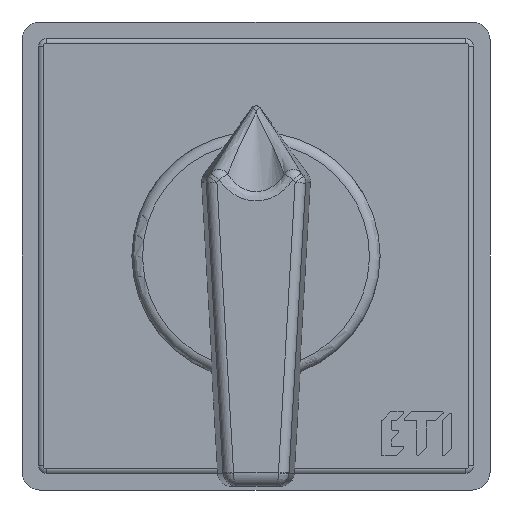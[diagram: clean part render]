
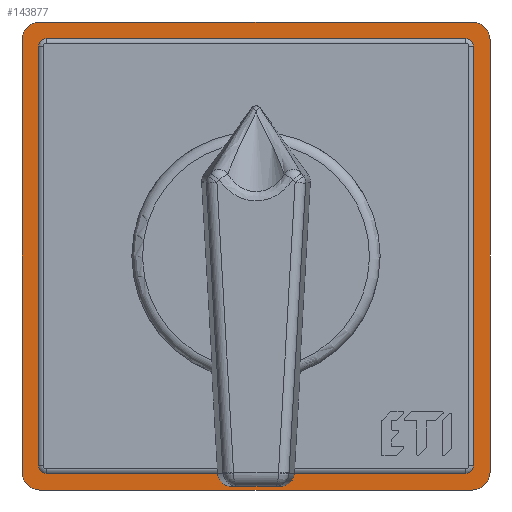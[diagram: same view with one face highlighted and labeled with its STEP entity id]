
A CAD part, front view. The second image highlights one B-rep face of the part: STEP entity #143877.
In plain terms, the highlighted planar face has unit normal (0, -1, 0).
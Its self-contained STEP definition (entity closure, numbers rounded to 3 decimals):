
#143443=DIRECTION('',(0.,0.,-1.));
#143444=VECTOR('',#143443,61.);
#143445=CARTESIAN_POINT('',(-39.774,-26.343,
40.917));
#143446=LINE('',#143445,#143444);
#143464=CARTESIAN_POINT('',(23.726,-26.343,
-20.083));
#143465=DIRECTION('',(0.,1.,0.));
#143466=DIRECTION('',(1.,0.,0.));
#143467=AXIS2_PLACEMENT_3D('',#143464,#143465,#143466);
#143472=CARTESIAN_POINT('',(-37.274,-26.343,
-20.083));
#143473=DIRECTION('',(0.,1.,0.));
#143474=DIRECTION('',(0.,0.,-1.));
#143475=AXIS2_PLACEMENT_3D('',#143472,#143473,#143474);
#143480=CARTESIAN_POINT('',(-37.274,-26.343,
40.917));
#143481=DIRECTION('',(0.,1.,0.));
#143482=DIRECTION('',(-1.,0.,0.));
#143483=AXIS2_PLACEMENT_3D('',#143480,#143481,#143482);
#143488=CARTESIAN_POINT('',(23.726,-26.343,
40.917));
#143489=DIRECTION('',(0.,1.,0.));
#143490=DIRECTION('',(0.,0.,1.));
#143491=AXIS2_PLACEMENT_3D('',#143488,#143489,#143490);
#143496=CARTESIAN_POINT('',(22.826,-26.343,
-19.183));
#143497=DIRECTION('',(0.,-1.,0.));
#143498=DIRECTION('',(0.,0.,-1.));
#143499=AXIS2_PLACEMENT_3D('',#143496,#143497,#143498);
#143504=DIRECTION('',(0.,0.,1.));
#143505=VECTOR('',#143504,59.2);
#143506=CARTESIAN_POINT('',(23.85,-26.343,
-19.183));
#143507=LINE('',#143506,#143505);
#143511=CARTESIAN_POINT('',(22.826,-26.343,
40.017));
#143512=DIRECTION('',(0.,-1.,0.));
#143513=DIRECTION('',(1.,0.,0.));
#143514=AXIS2_PLACEMENT_3D('',#143511,#143512,#143513);
#143519=DIRECTION('',(-1.,0.,0.));
#143520=VECTOR('',#143519,59.2);
#143521=CARTESIAN_POINT('',(22.826,-26.343,
41.041));
#143522=LINE('',#143521,#143520);
#143526=CARTESIAN_POINT('',(-36.374,-26.343,
40.017));
#143527=DIRECTION('',(0.,-1.,0.));
#143528=DIRECTION('',(0.,0.,1.));
#143529=AXIS2_PLACEMENT_3D('',#143526,#143527,#143528);
#143534=DIRECTION('',(0.,0.,-1.));
#143535=VECTOR('',#143534,59.2);
#143536=CARTESIAN_POINT('',(-37.399,-26.343,
40.017));
#143537=LINE('',#143536,#143535);
#143541=CARTESIAN_POINT('',(-36.374,-26.343,
-19.183));
#143542=DIRECTION('',(0.,-1.,0.));
#143543=DIRECTION('',(-1.,0.,0.));
#143544=AXIS2_PLACEMENT_3D('',#143541,#143542,#143543);
#143549=DIRECTION('',(1.,0.,0.));
#143550=VECTOR('',#143549,59.2);
#143551=CARTESIAN_POINT('',(-36.374,-26.343,
-20.208));
#143552=LINE('',#143551,#143550);
#143556=DIRECTION('',(0.,0.,1.));
#143557=VECTOR('',#143556,61.);
#143558=CARTESIAN_POINT('',(26.226,-26.343,
-20.083));
#143559=LINE('',#143558,#143557);
#143577=DIRECTION('',(-1.,0.,0.));
#143578=VECTOR('',#143577,61.);
#143579=CARTESIAN_POINT('',(23.726,-26.343,
43.417));
#143580=LINE('',#143579,#143578);
#143612=DIRECTION('',(1.,0.,0.));
#143613=VECTOR('',#143612,61.);
#143614=CARTESIAN_POINT('',(-37.274,-26.343,
-22.583));
#143615=LINE('',#143614,#143613);
#143735=CARTESIAN_POINT('',(-39.774,-26.343,
-20.083));
#143736=VERTEX_POINT('',#143735);
#143737=CARTESIAN_POINT('',(-39.774,-26.343,
40.917));
#143738=VERTEX_POINT('',#143737);
#143739=CARTESIAN_POINT('',(-37.274,-26.343,
-22.583));
#143740=VERTEX_POINT('',#143739);
#143741=CARTESIAN_POINT('',(26.226,-26.343,
-20.083));
#143742=CARTESIAN_POINT('',(26.226,-26.343,
40.917));
#143743=VERTEX_POINT('',#143741);
#143744=VERTEX_POINT('',#143742);
#143745=CARTESIAN_POINT('',(23.726,-26.343,
-22.583));
#143746=VERTEX_POINT('',#143745);
#143747=CARTESIAN_POINT('',(-37.274,-26.343,
43.417));
#143748=VERTEX_POINT('',#143747);
#143749=CARTESIAN_POINT('',(23.726,-26.343,
43.417));
#143750=VERTEX_POINT('',#143749);
#143751=CARTESIAN_POINT('',(22.826,-26.343,
-20.208));
#143752=CARTESIAN_POINT('',(23.85,-26.343,
-19.183));
#143753=VERTEX_POINT('',#143751);
#143754=VERTEX_POINT('',#143752);
#143755=CARTESIAN_POINT('',(23.85,-26.343,
40.017));
#143756=VERTEX_POINT('',#143755);
#143757=CARTESIAN_POINT('',(22.826,-26.343,
41.041));
#143758=VERTEX_POINT('',#143757);
#143759=CARTESIAN_POINT('',(-36.374,-26.343,
41.041));
#143760=VERTEX_POINT('',#143759);
#143761=CARTESIAN_POINT('',(-37.399,-26.343,
40.017));
#143762=VERTEX_POINT('',#143761);
#143763=CARTESIAN_POINT('',(-37.399,-26.343,
-19.183));
#143764=VERTEX_POINT('',#143763);
#143765=CARTESIAN_POINT('',(-36.374,-26.343,
-20.208));
#143766=VERTEX_POINT('',#143765);
#143838=CARTESIAN_POINT('',(-39.774,-26.343,
43.417));
#143839=DIRECTION('',(0.,1.,0.));
#143840=DIRECTION('',(0.,0.,1.));
#143841=AXIS2_PLACEMENT_3D('',#143838,#143839,#143840);
#143842=PLANE('',#143841);
#143844=ORIENTED_EDGE('',*,*,#143843,.F.);
#143846=ORIENTED_EDGE('',*,*,#143845,.T.);
#143848=ORIENTED_EDGE('',*,*,#143847,.F.);
#143849=ORIENTED_EDGE('',*,*,#143830,.T.);
#143850=ORIENTED_EDGE('',*,*,#143819,.F.);
#143852=ORIENTED_EDGE('',*,*,#143851,.T.);
#143854=ORIENTED_EDGE('',*,*,#143853,.F.);
#143856=ORIENTED_EDGE('',*,*,#143855,.T.);
#143857=EDGE_LOOP('',(#143844,#143846,#143848,#143849,#143850,#143852,#143854,
#143856));
#143858=FACE_OUTER_BOUND('',#143857,.F.);
#143860=ORIENTED_EDGE('',*,*,#143859,.T.);
#143862=ORIENTED_EDGE('',*,*,#143861,.T.);
#143864=ORIENTED_EDGE('',*,*,#143863,.T.);
#143866=ORIENTED_EDGE('',*,*,#143865,.T.);
#143868=ORIENTED_EDGE('',*,*,#143867,.T.);
#143870=ORIENTED_EDGE('',*,*,#143869,.T.);
#143872=ORIENTED_EDGE('',*,*,#143871,.T.);
#143874=ORIENTED_EDGE('',*,*,#143873,.T.);
#143875=EDGE_LOOP('',(#143860,#143862,#143864,#143866,#143868,#143870,#143872,
#143874));
#143876=FACE_BOUND('',#143875,.F.);
#143468=CIRCLE('',#143467,2.5);
#143476=CIRCLE('',#143475,2.5);
#143484=CIRCLE('',#143483,2.5);
#143492=CIRCLE('',#143491,2.5);
#143500=CIRCLE('',#143499,1.024);
#143515=CIRCLE('',#143514,1.024);
#143530=CIRCLE('',#143529,1.024);
#143545=CIRCLE('',#143544,1.024);
#143819=EDGE_CURVE('',#143738,#143736,#143446,.T.);
#143830=EDGE_CURVE('',#143740,#143736,#143476,.T.);
#143843=EDGE_CURVE('',#143743,#143744,#143559,.T.);
#143845=EDGE_CURVE('',#143743,#143746,#143468,.T.);
#143847=EDGE_CURVE('',#143740,#143746,#143615,.T.);
#143851=EDGE_CURVE('',#143738,#143748,#143484,.T.);
#143853=EDGE_CURVE('',#143750,#143748,#143580,.T.);
#143855=EDGE_CURVE('',#143750,#143744,#143492,.T.);
#143859=EDGE_CURVE('',#143753,#143754,#143500,.T.);
#143861=EDGE_CURVE('',#143754,#143756,#143507,.T.);
#143863=EDGE_CURVE('',#143756,#143758,#143515,.T.);
#143865=EDGE_CURVE('',#143758,#143760,#143522,.T.);
#143867=EDGE_CURVE('',#143760,#143762,#143530,.T.);
#143869=EDGE_CURVE('',#143762,#143764,#143537,.T.);
#143871=EDGE_CURVE('',#143764,#143766,#143545,.T.);
#143873=EDGE_CURVE('',#143766,#143753,#143552,.T.);
#143877=ADVANCED_FACE('',(#143858,#143876),#143842,.F.);
